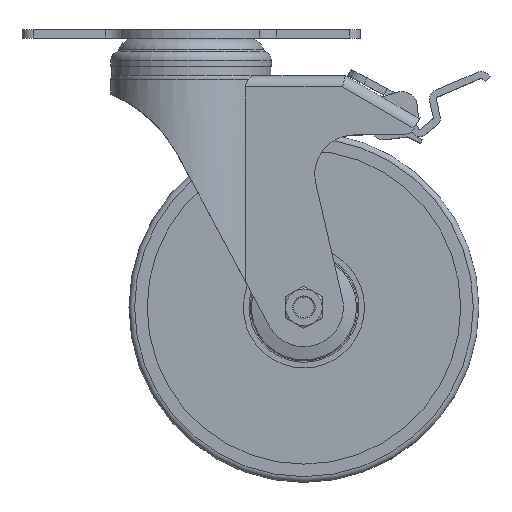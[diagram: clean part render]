
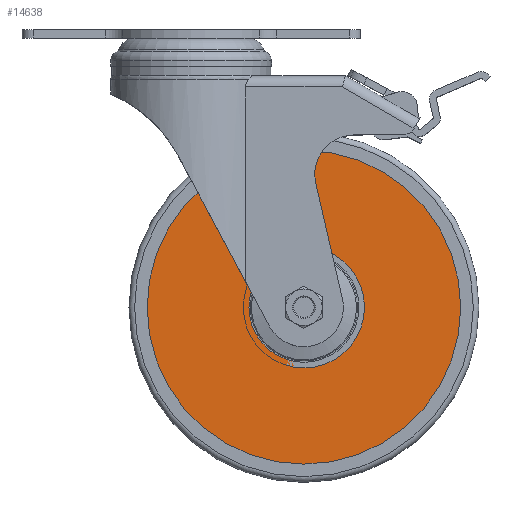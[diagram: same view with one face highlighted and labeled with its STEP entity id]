
A CAD part, top view. The second image highlights one B-rep face of the part: STEP entity #14638.
In plain terms, the highlighted face is planar.
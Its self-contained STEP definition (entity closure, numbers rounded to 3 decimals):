
#14638 = ADVANCED_FACE('',(#14639,#14675),#14652,.T.);
#14639 = FACE_BOUND('',#14640,.T.);
#14640 = EDGE_LOOP('',(#14641));
#14641 = ORIENTED_EDGE('',*,*,#14642,.T.);
#14642 = EDGE_CURVE('',#14643,#14643,#14645,.T.);
#14643 = VERTEX_POINT('',#14644);
#14644 = CARTESIAN_POINT('',(-55.62,0.,-15.));
#14645 = SURFACE_CURVE('',#14646,(#14651,#14663),.PCURVE_S1.);
#14646 = CIRCLE('',#14647,55.62);
#14647 = AXIS2_PLACEMENT_3D('',#14648,#14649,#14650);
#14648 = CARTESIAN_POINT('',(0.,0.,-15.));
#14649 = DIRECTION('',(0.,0.,-1.));
#14650 = DIRECTION('',(-1.,0.,0.));
#14651 = PCURVE('',#14652,#14657);
#14652 = PLANE('',#14653);
#14653 = AXIS2_PLACEMENT_3D('',#14654,#14655,#14656);
#14654 = CARTESIAN_POINT('',(-19.5,0.,-15.));
#14655 = DIRECTION('',(0.,0.,-1.));
#14656 = DIRECTION('',(-1.,0.,0.));
#14657 = DEFINITIONAL_REPRESENTATION('',(#14658),#14662);
#14658 = CIRCLE('',#14659,55.62);
#14659 = AXIS2_PLACEMENT_2D('',#14660,#14661);
#14660 = CARTESIAN_POINT('',(-19.5,0.));
#14661 = DIRECTION('',(1.,0.));
#14662 = ( GEOMETRIC_REPRESENTATION_CONTEXT(2) 
PARAMETRIC_REPRESENTATION_CONTEXT() REPRESENTATION_CONTEXT('2D SPACE',''
  ) );
#14663 = PCURVE('',#14664,#14669);
#14664 = TOROIDAL_SURFACE('',#14665,55.62,2.);
#14665 = AXIS2_PLACEMENT_3D('',#14666,#14667,#14668);
#14666 = CARTESIAN_POINT('',(0.,0.,-13.));
#14667 = DIRECTION('',(0.,0.,-1.));
#14668 = DIRECTION('',(-1.,0.,0.));
#14669 = DEFINITIONAL_REPRESENTATION('',(#14670),#14674);
#14670 = LINE('',#14671,#14672);
#14671 = CARTESIAN_POINT('',(0.,7.854));
#14672 = VECTOR('',#14673,1.);
#14673 = DIRECTION('',(1.,0.));
#14674 = ( GEOMETRIC_REPRESENTATION_CONTEXT(2) 
PARAMETRIC_REPRESENTATION_CONTEXT() REPRESENTATION_CONTEXT('2D SPACE',''
  ) );
#14675 = FACE_BOUND('',#14676,.T.);
#14676 = EDGE_LOOP('',(#14677));
#14677 = ORIENTED_EDGE('',*,*,#14678,.F.);
#14678 = EDGE_CURVE('',#14679,#14679,#14681,.T.);
#14679 = VERTEX_POINT('',#14680);
#14680 = CARTESIAN_POINT('',(-19.5,0.,-15.));
#14681 = SURFACE_CURVE('',#14682,(#14687,#14694),.PCURVE_S1.);
#14682 = CIRCLE('',#14683,19.5);
#14683 = AXIS2_PLACEMENT_3D('',#14684,#14685,#14686);
#14684 = CARTESIAN_POINT('',(0.,0.,-15.));
#14685 = DIRECTION('',(0.,0.,-1.));
#14686 = DIRECTION('',(-1.,0.,0.));
#14687 = PCURVE('',#14652,#14688);
#14688 = DEFINITIONAL_REPRESENTATION('',(#14689),#14693);
#14689 = CIRCLE('',#14690,19.5);
#14690 = AXIS2_PLACEMENT_2D('',#14691,#14692);
#14691 = CARTESIAN_POINT('',(-19.5,0.));
#14692 = DIRECTION('',(1.,0.));
#14693 = ( GEOMETRIC_REPRESENTATION_CONTEXT(2) 
PARAMETRIC_REPRESENTATION_CONTEXT() REPRESENTATION_CONTEXT('2D SPACE',''
  ) );
#14694 = PCURVE('',#14695,#14700);
#14695 = CYLINDRICAL_SURFACE('',#14696,19.5);
#14696 = AXIS2_PLACEMENT_3D('',#14697,#14698,#14699);
#14697 = CARTESIAN_POINT('',(0.,0.,-18.));
#14698 = DIRECTION('',(0.,0.,-1.));
#14699 = DIRECTION('',(-1.,0.,0.));
#14700 = DEFINITIONAL_REPRESENTATION('',(#14701),#14705);
#14701 = LINE('',#14702,#14703);
#14702 = CARTESIAN_POINT('',(0.,-3.));
#14703 = VECTOR('',#14704,1.);
#14704 = DIRECTION('',(1.,0.));
#14705 = ( GEOMETRIC_REPRESENTATION_CONTEXT(2) 
PARAMETRIC_REPRESENTATION_CONTEXT() REPRESENTATION_CONTEXT('2D SPACE',''
  ) );
